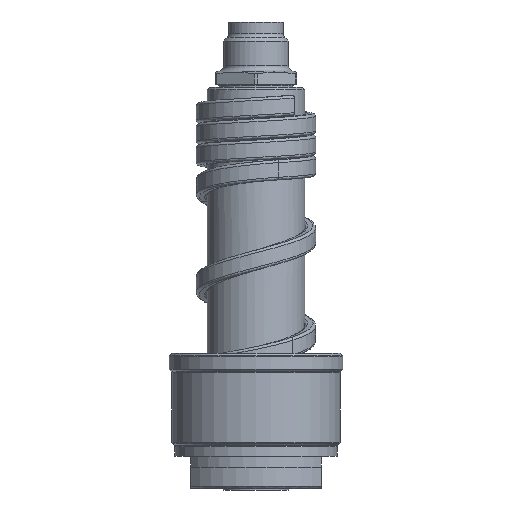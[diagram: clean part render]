
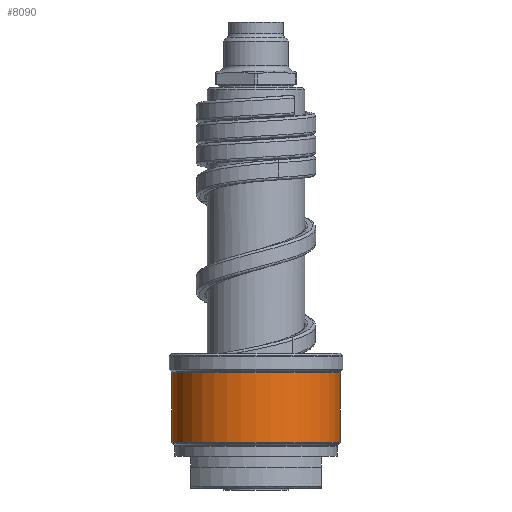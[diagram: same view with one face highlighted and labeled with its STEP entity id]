
A CAD part, front view. The second image highlights one B-rep face of the part: STEP entity #8090.
In plain terms, the highlighted cylindrical face has radius 15.5 mm (diameter 31 mm), a partial arc.
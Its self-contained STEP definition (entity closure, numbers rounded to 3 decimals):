
#1400=CARTESIAN_POINT('',(0.,0.,8.583));
#1401=DIRECTION('',(0.,0.,1.));
#1402=DIRECTION('',(-1.,0.,0.));
#1403=AXIS2_PLACEMENT_3D('',#1400,#1401,#1402);
#1405=DIRECTION('',(0.,0.,-1.));
#1406=VECTOR('',#1405,12.835);
#1407=CARTESIAN_POINT('',(-15.5,0.,21.417));
#1408=LINE('',#1407,#1406);
#1409=CARTESIAN_POINT('',(0.,0.,21.417));
#1410=DIRECTION('',(0.,0.,1.));
#1411=DIRECTION('',(-1.,0.,0.));
#1412=AXIS2_PLACEMENT_3D('',#1409,#1410,#1411);
#1414=DIRECTION('',(0.,0.,-1.));
#1415=VECTOR('',#1414,12.835);
#1416=CARTESIAN_POINT('',(15.5,0.,21.417));
#1417=LINE('',#1416,#1415);
#5798=CARTESIAN_POINT('',(15.5,0.,21.417));
#5799=CARTESIAN_POINT('',(-15.5,0.,21.417));
#5800=VERTEX_POINT('',#5798);
#5801=VERTEX_POINT('',#5799);
#5824=CARTESIAN_POINT('',(15.5,0.,8.583));
#5825=VERTEX_POINT('',#5824);
#5826=CARTESIAN_POINT('',(-15.5,0.,8.583));
#5827=VERTEX_POINT('',#5826);
#8078=CARTESIAN_POINT('',(0.,0.,7.15));
#8079=DIRECTION('',(0.,0.,1.));
#8080=DIRECTION('',(-1.,0.,0.));
#8081=AXIS2_PLACEMENT_3D('',#8078,#8079,#8080);
#8082=CYLINDRICAL_SURFACE('',#8081,15.5);
#8083=ORIENTED_EDGE('',*,*,#8050,.F.);
#8084=ORIENTED_EDGE('',*,*,#8068,.F.);
#8086=ORIENTED_EDGE('',*,*,#8085,.T.);
#8087=ORIENTED_EDGE('',*,*,#8064,.T.);
#8088=EDGE_LOOP('',(#8083,#8084,#8086,#8087));
#8089=FACE_OUTER_BOUND('',#8088,.F.);
#1404=CIRCLE('',#1403,15.5);
#1413=CIRCLE('',#1412,15.5);
#8050=EDGE_CURVE('',#5827,#5825,#1404,.T.);
#8064=EDGE_CURVE('',#5800,#5825,#1417,.T.);
#8068=EDGE_CURVE('',#5801,#5827,#1408,.T.);
#8085=EDGE_CURVE('',#5801,#5800,#1413,.T.);
#8090=ADVANCED_FACE('',(#8089),#8082,.T.);
